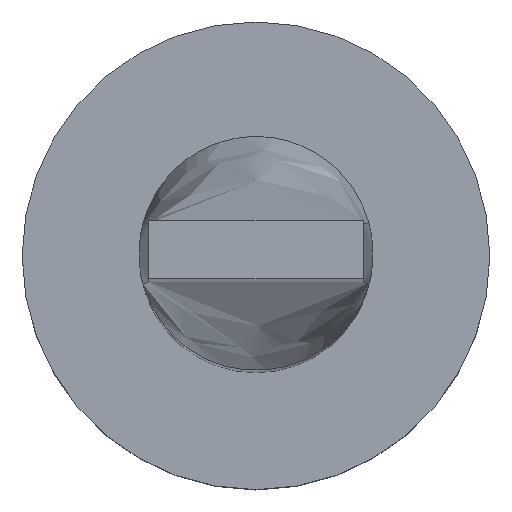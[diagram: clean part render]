
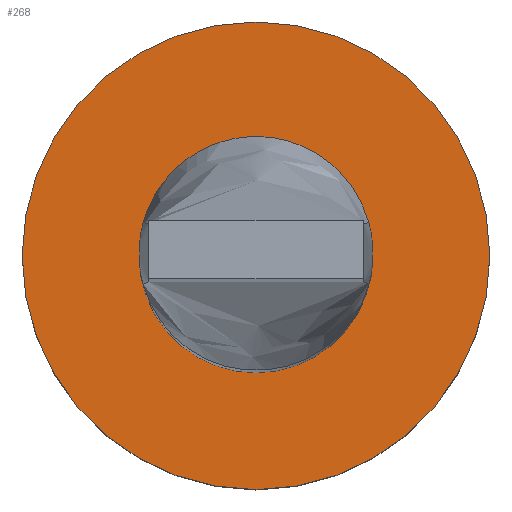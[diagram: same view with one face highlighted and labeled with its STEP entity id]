
A CAD part, top view. The second image highlights one B-rep face of the part: STEP entity #268.
In plain terms, the highlighted planar face has unit normal (0, 0, 1).
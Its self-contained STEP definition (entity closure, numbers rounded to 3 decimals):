
#32 = EDGE_CURVE ( 'NONE', #480, #290, #579, .T. ) ;
#39 = CIRCLE ( 'NONE', #238, 3. ) ;
#48 = DIRECTION ( 'NONE',  ( 0., 0., 1. ) ) ;
#58 = CARTESIAN_POINT ( 'NONE',  ( 6., 0., 5. ) ) ;
#59 = DIRECTION ( 'NONE',  ( 0., 0., 1. ) ) ;
#60 = AXIS2_PLACEMENT_3D ( 'NONE', #313, #490, #102 ) ;
#63 = EDGE_CURVE ( 'NONE', #290, #480, #39, .T. ) ;
#75 = DIRECTION ( 'NONE',  ( 1., 0., 0. ) ) ;
#91 = CARTESIAN_POINT ( 'NONE',  ( 0., 0., 5. ) ) ;
#101 = DIRECTION ( 'NONE',  ( 1., 0., 0. ) ) ;
#102 = DIRECTION ( 'NONE',  ( 1., 0., 0. ) ) ;
#134 = CIRCLE ( 'NONE', #242, 6. ) ;
#140 = CARTESIAN_POINT ( 'NONE',  ( -3., 0., 5. ) ) ;
#171 = DIRECTION ( 'NONE',  ( 0., 0., 1. ) ) ;
#191 = ORIENTED_EDGE ( 'NONE', *, *, #390, .T. ) ;
#238 = AXIS2_PLACEMENT_3D ( 'NONE', #259, #171, #527 ) ;
#242 = AXIS2_PLACEMENT_3D ( 'NONE', #91, #48, #101 ) ;
#243 = DIRECTION ( 'NONE',  ( 1., 0., 0. ) ) ;
#255 = EDGE_LOOP ( 'NONE', ( #191, #428 ) ) ;
#259 = CARTESIAN_POINT ( 'NONE',  ( 0., 0., 5. ) ) ;
#268 = ADVANCED_FACE ( 'NONE', ( #363, #401 ), #542, .T. ) ;
#290 = VERTEX_POINT ( 'NONE', #485 ) ;
#300 = ORIENTED_EDGE ( 'NONE', *, *, #32, .F. ) ;
#301 = AXIS2_PLACEMENT_3D ( 'NONE', #504, #59, #243 ) ;
#302 = DIRECTION ( 'NONE',  ( 0., 0., 1. ) ) ;
#313 = CARTESIAN_POINT ( 'NONE',  ( 0., 0., 5. ) ) ;
#334 = VERTEX_POINT ( 'NONE', #58 ) ;
#363 = FACE_BOUND ( 'NONE', #552, .T. ) ;
#390 = EDGE_CURVE ( 'NONE', #509, #334, #419, .T. ) ;
#401 = FACE_OUTER_BOUND ( 'NONE', #255, .T. ) ;
#406 = AXIS2_PLACEMENT_3D ( 'NONE', #426, #302, #75 ) ;
#419 = CIRCLE ( 'NONE', #301, 6. ) ;
#424 = CARTESIAN_POINT ( 'NONE',  ( -6., 0., 5. ) ) ;
#426 = CARTESIAN_POINT ( 'NONE',  ( 0., 0., 5. ) ) ;
#428 = ORIENTED_EDGE ( 'NONE', *, *, #470, .T. ) ;
#470 = EDGE_CURVE ( 'NONE', #334, #509, #134, .T. ) ;
#480 = VERTEX_POINT ( 'NONE', #140 ) ;
#485 = CARTESIAN_POINT ( 'NONE',  ( 3., 0., 5. ) ) ;
#490 = DIRECTION ( 'NONE',  ( 0., 0., 1. ) ) ;
#502 = ORIENTED_EDGE ( 'NONE', *, *, #63, .F. ) ;
#504 = CARTESIAN_POINT ( 'NONE',  ( 0., 0., 5. ) ) ;
#509 = VERTEX_POINT ( 'NONE', #424 ) ;
#527 = DIRECTION ( 'NONE',  ( 1., 0., 0. ) ) ;
#542 = PLANE ( 'NONE',  #60 ) ;
#552 = EDGE_LOOP ( 'NONE', ( #300, #502 ) ) ;
#579 = CIRCLE ( 'NONE', #406, 3. ) ;
